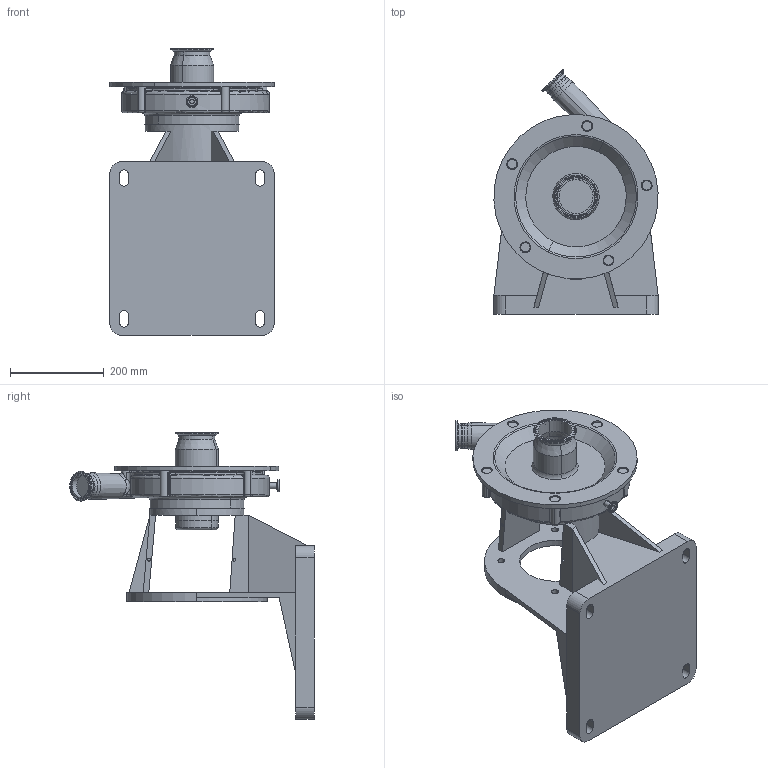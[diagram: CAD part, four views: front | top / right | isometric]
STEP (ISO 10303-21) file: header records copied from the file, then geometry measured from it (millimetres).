
FILE_DESCRIPTION (( 'STEP AP214' ), '1' );
FILE_NAME ('FP 345 280TSC 45L 1-2 In STRAIGHT DRAIN.STEP', '2014-10-07T18:39:50', ( 'Aron' ), ( 'Hewlett-Packard Company' ), 'SwSTEP 2.0', 'SolidWorks 2014', '' );
FILE_SCHEMA (( 'AUTOMOTIVE_DESIGN' ));
Length unit declared in the file: millimetre
Products named in the file (2): FP 345 280TSC 45L 1-2 STR DRAIN^1275000208; FP 345 280TSC 45L 1-2 In STRAIGHT DRAIN
Assembly tree (1 placements, depth 2):
  FP 345 280TSC 45L 1-2 In STRAIGHT DRAIN
    FP 345 280TSC 45L 1-2 STR DRAIN^1275000208
Bounding box: 350 x 520.82 x 610.5 mm (x, y, z)
Volume: 15114996.4 mm3; surface area: 1060381 mm2
Topology: 1 solids, 2 shells, 386 faces, 931 edges, 560 vertices
Faces by surface type: cylinder 137, torus 94, plane 94, bspline 31, cone 26, sphere 4
Entity records: 14272 total; most frequent: CARTESIAN_POINT 5137, DIRECTION 2046, ORIENTED_EDGE 1844, EDGE_CURVE 922, AXIS2_PLACEMENT_3D 875, VERTEX_POINT 560, CIRCLE 516, EDGE_LOOP 436
